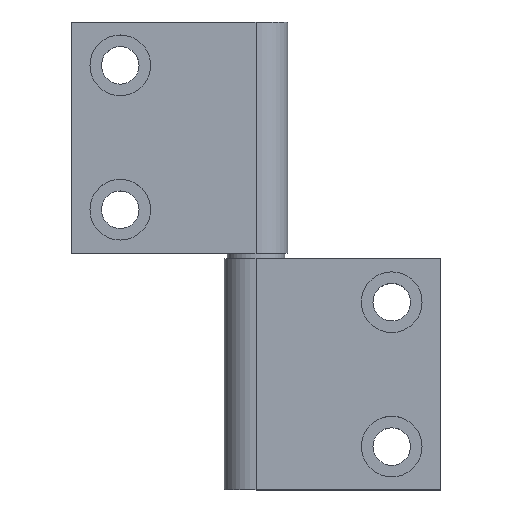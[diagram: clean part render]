
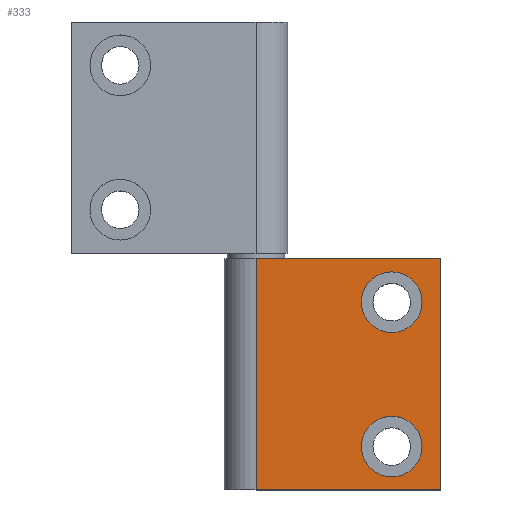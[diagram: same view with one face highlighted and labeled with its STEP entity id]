
A CAD part, top view. The second image highlights one B-rep face of the part: STEP entity #333.
In plain terms, the highlighted planar face has unit normal (0, 0, 1).
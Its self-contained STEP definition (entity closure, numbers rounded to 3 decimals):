
#41=FACE_BOUND('',#87,.T.);
#42=FACE_BOUND('',#88,.T.);
#51=PLANE('',#452);
#64=FACE_OUTER_BOUND('',#86,.T.);
#86=EDGE_LOOP('',(#250,#251,#252,#253));
#87=EDGE_LOOP('',(#254));
#88=EDGE_LOOP('',(#255));
#118=LINE('',#630,#138);
#119=LINE('',#633,#139);
#120=LINE('',#635,#140);
#121=LINE('',#636,#141);
#138=VECTOR('',#512,10.);
#139=VECTOR('',#515,10.);
#140=VECTOR('',#516,10.);
#141=VECTOR('',#517,10.);
#160=CIRCLE('',#453,5.25);
#161=CIRCLE('',#454,5.25);
#178=VERTEX_POINT('',#623);
#181=VERTEX_POINT('',#628);
#182=VERTEX_POINT('',#632);
#183=VERTEX_POINT('',#634);
#184=VERTEX_POINT('',#637);
#185=VERTEX_POINT('',#639);
#208=EDGE_CURVE('',#181,#178,#118,.T.);
#209=EDGE_CURVE('',#182,#181,#119,.T.);
#210=EDGE_CURVE('',#183,#182,#120,.T.);
#211=EDGE_CURVE('',#178,#183,#121,.T.);
#212=EDGE_CURVE('',#184,#184,#160,.T.);
#213=EDGE_CURVE('',#185,#185,#161,.T.);
#250=ORIENTED_EDGE('',*,*,#209,.F.);
#251=ORIENTED_EDGE('',*,*,#210,.F.);
#252=ORIENTED_EDGE('',*,*,#211,.F.);
#253=ORIENTED_EDGE('',*,*,#208,.F.);
#254=ORIENTED_EDGE('',*,*,#212,.F.);
#255=ORIENTED_EDGE('',*,*,#213,.F.);
#333=ADVANCED_FACE('',(#64,#41,#42),#51,.T.);
#452=AXIS2_PLACEMENT_3D('',#631,#513,#514);
#453=AXIS2_PLACEMENT_3D('',#638,#518,#519);
#454=AXIS2_PLACEMENT_3D('',#640,#520,#521);
#512=DIRECTION('',(0.,1.,0.));
#513=DIRECTION('center_axis',(0.,0.,1.));
#514=DIRECTION('ref_axis',(1.,0.,0.));
#515=DIRECTION('',(-1.,0.,0.));
#516=DIRECTION('',(0.,-1.,0.));
#517=DIRECTION('',(1.,0.,0.));
#518=DIRECTION('center_axis',(0.,0.,1.));
#519=DIRECTION('ref_axis',(1.,0.,0.));
#520=DIRECTION('center_axis',(0.,0.,1.));
#521=DIRECTION('ref_axis',(1.,0.,0.));
#623=CARTESIAN_POINT('',(8.5,72.5,11.5));
#628=CARTESIAN_POINT('',(8.5,32.5,11.5));
#630=CARTESIAN_POINT('',(8.5,32.5,11.5));
#631=CARTESIAN_POINT('Origin',(25.75,52.5,11.5));
#632=CARTESIAN_POINT('',(40.5,32.5,11.5));
#633=CARTESIAN_POINT('',(14.,32.5,11.5));
#634=CARTESIAN_POINT('',(40.5,72.5,11.5));
#635=CARTESIAN_POINT('',(40.5,62.5,11.5));
#636=CARTESIAN_POINT('',(13.625,72.5,11.5));
#637=CARTESIAN_POINT('',(26.75,65.,11.5));
#638=CARTESIAN_POINT('Origin',(32.,65.,11.5));
#639=CARTESIAN_POINT('',(26.75,40.,11.5));
#640=CARTESIAN_POINT('Origin',(32.,40.,11.5));
